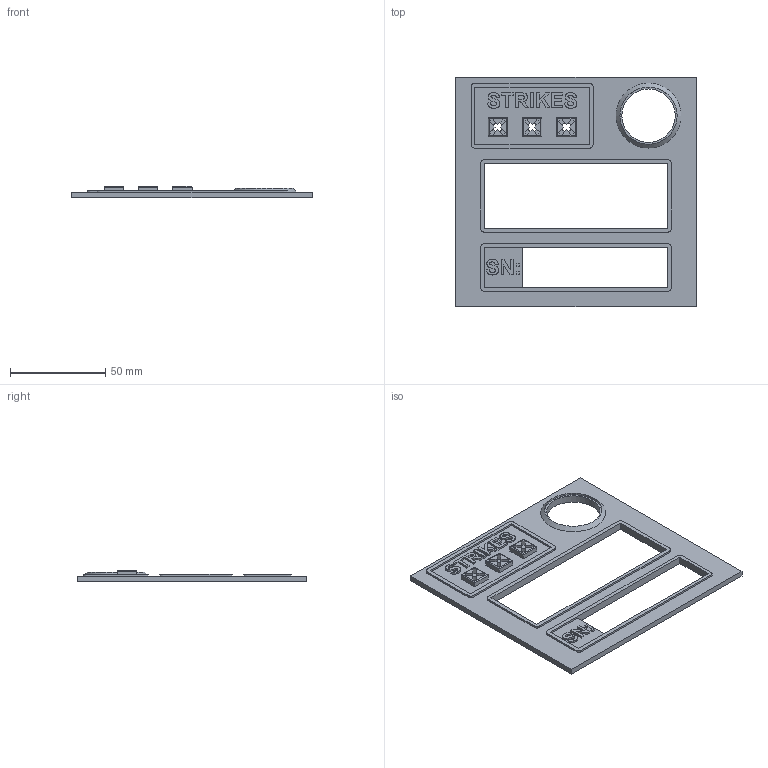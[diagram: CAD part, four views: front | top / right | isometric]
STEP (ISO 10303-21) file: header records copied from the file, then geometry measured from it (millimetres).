
FILE_DESCRIPTION(/* description */ (''),/* implementation_level */ '2;1');
FILE_NAME(/* name */ '13389f35-098f-4263-b5f1-40790aa09e4b.stp',/* time_stamp */ '2018-12-10T15:02:56+00:00',/* author */ (''),/* organization */ (''),/* preprocessor_version */ 'ST-DEVELOPER v17.2',/* originating_system */ 'Autodesk Translation Framework v7.6.0.251',/* authorisation */ '');
FILE_SCHEMA (('AUTOMOTIVE_DESIGN { 1 0 10303 214 3 1 1 }'));
Length unit declared in the file: millimetre
Products named in the file (1): Front Face Main
Bounding box: 126 x 120 x 6 mm (x, y, z)
Volume: 31241.7 mm3; surface area: 25149.4 mm2
Topology: 1 solids, 1 shells, 325 faces, 872 edges, 569 vertices
Faces by surface type: plane 195, bspline 100, cylinder 29, cone 1
Full cylindrical faces by diameter (mm): 5 x3, 28 x1, 30 x1
Entity records: 11053 total; most frequent: CARTESIAN_POINT 3467, ORIENTED_EDGE 1744, DIRECTION 1195, EDGE_CURVE 872, LINE 601, VECTOR 601, VERTEX_POINT 569, EDGE_LOOP 357
